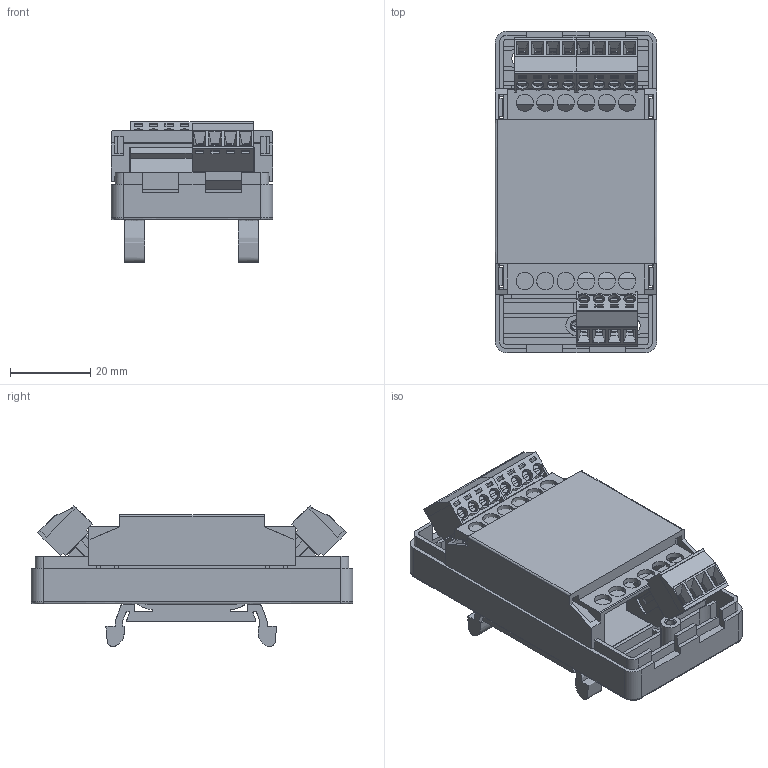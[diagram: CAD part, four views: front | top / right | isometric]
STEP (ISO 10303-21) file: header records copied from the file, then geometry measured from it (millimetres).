
FILE_DESCRIPTION(/* description */ (''),/* implementation_level */ '2;1');
FILE_NAME(/* name */ 'CAN-RP',/* time_stamp */ '2022-03-02T11:26:34+01:00',/* author */ (''),/* organization */ (''),/* preprocessor_version */ 'ST-DEVELOPER v16.5',/* originating_system */ 'Rhino 7.15',/* authorisation */ '');
FILE_SCHEMA (('AUTOMOTIVE_DESIGN'));
Products named in the file (7): Document; Assem1; 6913613000xx_PIN; 6913613000xx_VISSE; 6913613000xx_CAGE; 691361300004; 691361300004_CAPOT
Assembly tree (15 placements, depth 3):
  Document
    Assem1
      6913613000xx_PIN  x4
      6913613000xx_VISSE  x4
      6913613000xx_CAGE  x4
      691361300004
      691361300004_CAPOT
Bounding box: 40.2 x 79.98 x 35.02 mm (x, y, z)
Volume: 8807.3 mm3; surface area: 37054.9 mm2
Topology: 45 solids, 461 shells, 2789 faces, 8739 edges, 6527 vertices
Faces by surface type: plane 2157, cylinder 452, bspline 180
Full cylindrical faces by diameter (mm): 1.35 x12, 1.9 x24, 2 x12, 2.9 x24
Entity records: 93759 total; most frequent: CARTESIAN_POINT 38331, ORIENTED_EDGE 13922, EDGE_CURVE 8106, B_SPLINE_CURVE_WITH_KNOTS 6595, VERTEX_POINT 6092, EDGE_LOOP 2829, ADVANCED_FACE 2558, FACE_OUTER_BOUND 2558
